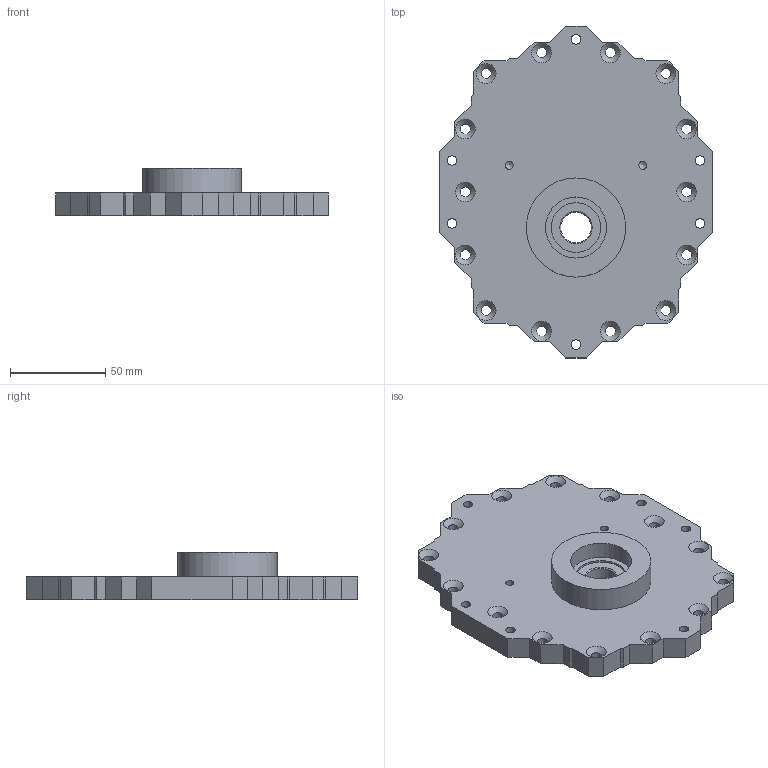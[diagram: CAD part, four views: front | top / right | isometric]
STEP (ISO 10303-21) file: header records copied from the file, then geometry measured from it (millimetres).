
FILE_DESCRIPTION (( 'STEP AP214' ), '1' );
FILE_NAME ('BRAS-USI-001A-couvercle.STEP', '2023-09-22T06:05:12', ( '' ), ( '' ), 'SwSTEP 2.0', 'SolidWorks 2021', '' );
FILE_SCHEMA (( 'AUTOMOTIVE_DESIGN' ));
Length unit declared in the file: millimetre
Products named in the file (1): BRAS-USI-001A-couvercle
Bounding box: 143 x 174 x 25 mm (x, y, z)
Volume: 224383.3 mm3; surface area: 51980 mm2
Topology: 1 solids, 1 shells, 134 faces, 338 edges, 218 vertices
Faces by surface type: plane 70, cylinder 41, cone 23
Full cylindrical faces by diameter (mm): 4.2 x8, 5 x6, 5.3 x14, 8 x6, 16 x1, 18 x1, 26 x2, 28 x1, 32 x1, 52 x1
Entity records: 3874 total; most frequent: DIRECTION 632, CARTESIAN_POINT 609, ORIENTED_EDGE 530, EDGE_CURVE 265, EDGE_LOOP 252, AXIS2_PLACEMENT_3D 232, VERTEX_POINT 209, FACE_OUTER_BOUND 175
